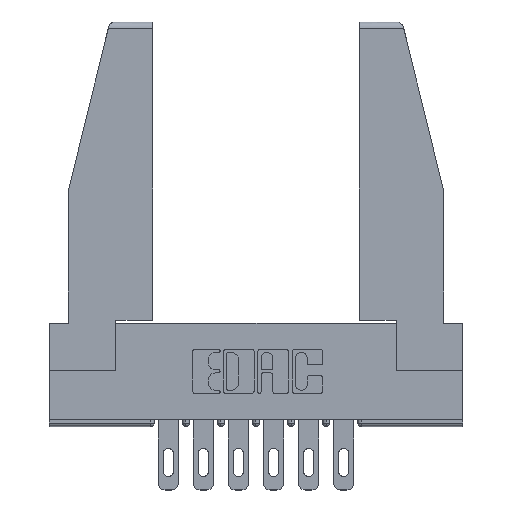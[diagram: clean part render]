
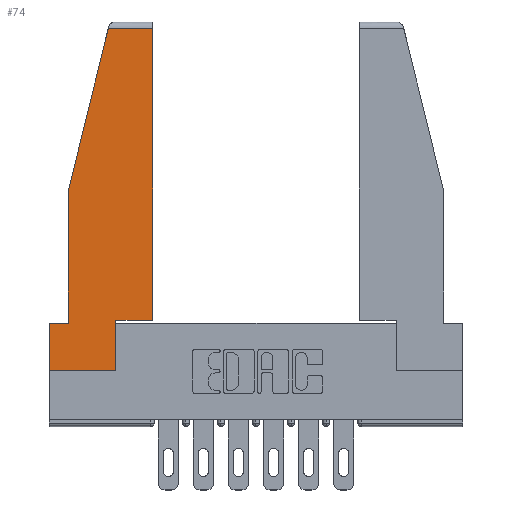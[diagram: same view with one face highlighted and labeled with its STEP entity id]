
A CAD part, top view. The second image highlights one B-rep face of the part: STEP entity #74.
In plain terms, the highlighted planar face has unit normal (0, 0, 1).
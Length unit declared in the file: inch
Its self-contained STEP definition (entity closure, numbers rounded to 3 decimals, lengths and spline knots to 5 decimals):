
#74 = ADVANCED_FACE ( 'NONE', ( #12115 ), #8678, .T. ) ;
#98 = VERTEX_POINT ( 'NONE', #9731 ) ;
#170 = ORIENTED_EDGE ( 'NONE', *, *, #12933, .T. ) ;
#511 = ORIENTED_EDGE ( 'NONE', *, *, #5335, .T. ) ;
#1193 = LINE ( 'NONE', #13245, #13328 ) ;
#1956 = VECTOR ( 'NONE', #5309, 39.37008 ) ;
#2295 = ORIENTED_EDGE ( 'NONE', *, *, #8721, .T. ) ;
#2443 = VERTEX_POINT ( 'NONE', #11938 ) ;
#2722 = EDGE_CURVE ( 'NONE', #7661, #9737, #3488, .T. ) ;
#3033 = CARTESIAN_POINT ( 'NONE',  ( 0.086, 0.8, 0. ) ) ;
#3114 = ORIENTED_EDGE ( 'NONE', *, *, #4241, .T. ) ;
#3294 = CARTESIAN_POINT ( 'NONE',  ( 0., 0.21, 0. ) ) ;
#3404 = CARTESIAN_POINT ( 'NONE',  ( 0., 0., 0. ) ) ;
#3415 = VERTEX_POINT ( 'NONE', #10011 ) ;
#3488 = LINE ( 'NONE', #9779, #6198 ) ;
#3640 = VECTOR ( 'NONE', #11458, 39.37008 ) ;
#3677 = CARTESIAN_POINT ( 'NONE',  ( 0., 0., 0. ) ) ;
#3909 = LINE ( 'NONE', #9764, #10503 ) ;
#4045 = LINE ( 'NONE', #9636, #7553 ) ;
#4241 = EDGE_CURVE ( 'NONE', #7410, #6526, #8275, .T. ) ;
#4264 = DIRECTION ( 'NONE',  ( 0., 1., 0. ) ) ;
#4346 = VERTEX_POINT ( 'NONE', #11379 ) ;
#4646 = DIRECTION ( 'NONE',  ( 0., 1., 0. ) ) ;
#4648 = DIRECTION ( 'NONE',  ( 1., 0., 0. ) ) ;
#4760 = LINE ( 'NONE', #3294, #3640 ) ;
#4985 = LINE ( 'NONE', #5184, #1956 ) ;
#5036 = DIRECTION ( 'NONE',  ( -0.239, -0.971, 0. ) ) ;
#5184 = CARTESIAN_POINT ( 'NONE',  ( 0.297, 0.223, 0. ) ) ;
#5309 = DIRECTION ( 'NONE',  ( 1., 0., 0. ) ) ;
#5335 = EDGE_CURVE ( 'NONE', #98, #7410, #3909, .T. ) ;
#5433 = AXIS2_PLACEMENT_3D ( 'NONE', #3677, #10873, #4648 ) ;
#5623 = DIRECTION ( 'NONE',  ( 0., -1., 0. ) ) ;
#6094 = EDGE_CURVE ( 'NONE', #2443, #4346, #1193, .T. ) ;
#6198 = VECTOR ( 'NONE', #4646, 39.37008 ) ;
#6350 = VECTOR ( 'NONE', #12782, 39.37008 ) ;
#6500 = LINE ( 'NONE', #11715, #6350 ) ;
#6526 = VERTEX_POINT ( 'NONE', #7130 ) ;
#6627 = DIRECTION ( 'NONE',  ( 1., 0., 0. ) ) ;
#6794 = ORIENTED_EDGE ( 'NONE', *, *, #13016, .T. ) ;
#7130 = CARTESIAN_POINT ( 'NONE',  ( 0.297, 0., 0. ) ) ;
#7170 = LINE ( 'NONE', #3033, #11660 ) ;
#7410 = VERTEX_POINT ( 'NONE', #3404 ) ;
#7464 = VECTOR ( 'NONE', #6627, 39.37008 ) ;
#7553 = VECTOR ( 'NONE', #4264, 39.37008 ) ;
#7661 = VERTEX_POINT ( 'NONE', #9885 ) ;
#8057 = DIRECTION ( 'NONE',  ( 0., -1., 0. ) ) ;
#8275 = LINE ( 'NONE', #11760, #7464 ) ;
#8678 = PLANE ( 'NONE',  #5433 ) ;
#8721 = EDGE_CURVE ( 'NONE', #6526, #3415, #4045, .T. ) ;
#8839 = CARTESIAN_POINT ( 'NONE',  ( 0.086, 0.21, 0. ) ) ;
#9301 = EDGE_CURVE ( 'NONE', #3415, #7661, #4985, .T. ) ;
#9636 = CARTESIAN_POINT ( 'NONE',  ( 0.297, 0., 0. ) ) ;
#9731 = CARTESIAN_POINT ( 'NONE',  ( 0., 0.21, 0. ) ) ;
#9737 = VERTEX_POINT ( 'NONE', #13353 ) ;
#9764 = CARTESIAN_POINT ( 'NONE',  ( 0., 0.21, 0. ) ) ;
#9779 = CARTESIAN_POINT ( 'NONE',  ( 0.461, 0.223, 0. ) ) ;
#9885 = CARTESIAN_POINT ( 'NONE',  ( 0.461, 0.223, 0. ) ) ;
#9964 = ORIENTED_EDGE ( 'NONE', *, *, #2722, .T. ) ;
#10011 = CARTESIAN_POINT ( 'NONE',  ( 0.297, 0.223, 0. ) ) ;
#10051 = EDGE_LOOP ( 'NONE', ( #9964, #11620, #11944, #170, #6794, #511, #3114, #2295, #10759 ) ) ;
#10420 = VERTEX_POINT ( 'NONE', #8839 ) ;
#10503 = VECTOR ( 'NONE', #5623, 39.37008 ) ;
#10759 = ORIENTED_EDGE ( 'NONE', *, *, #9301, .T. ) ;
#10873 = DIRECTION ( 'NONE',  ( 0., 0., 1. ) ) ;
#11278 = EDGE_CURVE ( 'NONE', #9737, #2443, #6500, .T. ) ;
#11379 = CARTESIAN_POINT ( 'NONE',  ( 0.086, 0.8, 0. ) ) ;
#11458 = DIRECTION ( 'NONE',  ( -1., 0., 0. ) ) ;
#11620 = ORIENTED_EDGE ( 'NONE', *, *, #11278, .T. ) ;
#11660 = VECTOR ( 'NONE', #8057, 39.37008 ) ;
#11715 = CARTESIAN_POINT ( 'NONE',  ( 0., 1.52, 0. ) ) ;
#11760 = CARTESIAN_POINT ( 'NONE',  ( 0., 0., 0. ) ) ;
#11938 = CARTESIAN_POINT ( 'NONE',  ( 0.2636, 1.52, 0. ) ) ;
#11944 = ORIENTED_EDGE ( 'NONE', *, *, #6094, .T. ) ;
#12115 = FACE_OUTER_BOUND ( 'NONE', #10051, .T. ) ;
#12782 = DIRECTION ( 'NONE',  ( -1., 0., 0. ) ) ;
#12933 = EDGE_CURVE ( 'NONE', #4346, #10420, #7170, .T. ) ;
#13016 = EDGE_CURVE ( 'NONE', #10420, #98, #4760, .T. ) ;
#13245 = CARTESIAN_POINT ( 'NONE',  ( 0.271, 1.55, 0. ) ) ;
#13328 = VECTOR ( 'NONE', #5036, 39.37008 ) ;
#13353 = CARTESIAN_POINT ( 'NONE',  ( 0.461, 1.52, 0. ) ) ;
